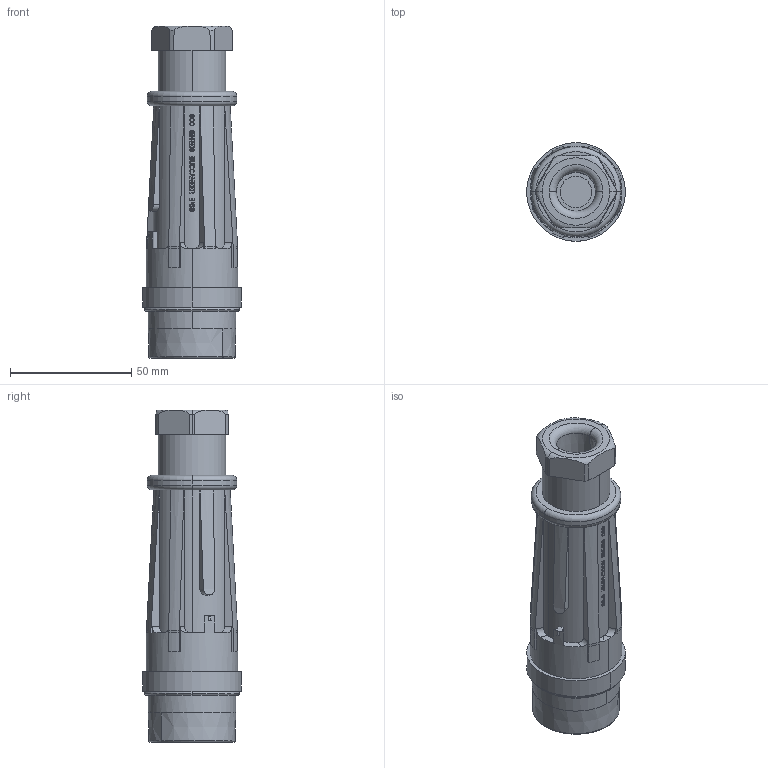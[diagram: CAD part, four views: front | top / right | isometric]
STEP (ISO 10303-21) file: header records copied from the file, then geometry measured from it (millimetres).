
FILE_DESCRIPTION(('STEP AP242'),'1');
FILE_NAME('px0911-10-s.stp','2024-05-02T20:08:06',('TraceParts'),('TraceParts S.A.'),'Spatial InterOp 3D',' ',' ');
FILE_SCHEMA(('AP242_MANAGED_MODEL_BASED_3D_ENGINEERING_MIM_LF {1 0 10303 442 1 1 4}'));
Length unit declared in the file: millimetre
Products named in the file (1): px0911-10-s_1
Bounding box: 40.75 x 40.75 x 137 mm (x, y, z)
Volume: 66620.4 mm3; surface area: 40557.2 mm2
Topology: 2 solids, 3 shells, 4058 faces, 11485 edges, 7634 vertices
Faces by surface type: plane 3762, cylinder 184, cone 68, torus 29, bspline 15
Entity records: 135401 total; most frequent: CARTESIAN_POINT 33308, ORIENTED_EDGE 22970, DIRECTION 18315, EDGE_CURVE 11485, LINE 8679, VECTOR 8679, VERTEX_POINT 7634, AXIS2_PLACEMENT_3D 4818
